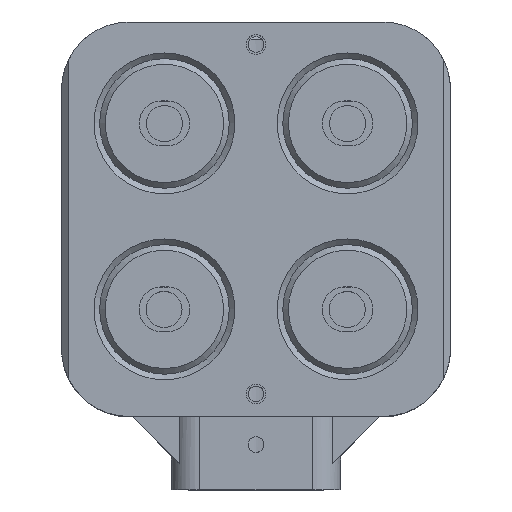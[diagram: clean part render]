
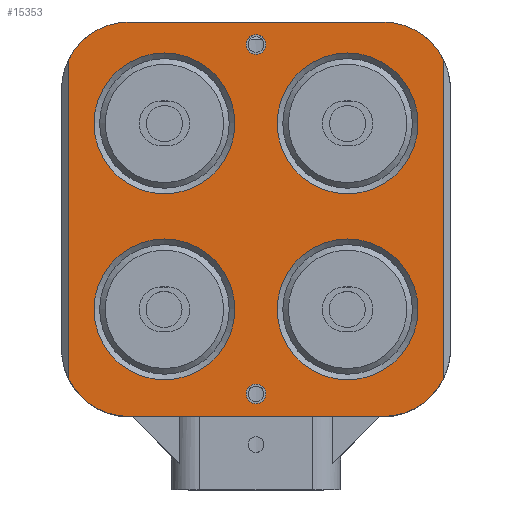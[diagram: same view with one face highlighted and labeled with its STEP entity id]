
A CAD part, top view. The second image highlights one B-rep face of the part: STEP entity #15353.
In plain terms, the highlighted planar face has unit normal (0, 0, 1).
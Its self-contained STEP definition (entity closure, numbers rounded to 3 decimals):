
#1318=FACE_BOUND('',#2732,.T.);
#1319=FACE_BOUND('',#2733,.T.);
#1320=FACE_BOUND('',#2734,.T.);
#1321=FACE_BOUND('',#2735,.T.);
#1322=FACE_BOUND('',#2736,.T.);
#1323=FACE_BOUND('',#2737,.T.);
#1446=PLANE('',#16271);
#1842=FACE_OUTER_BOUND('',#2731,.T.);
#2731=EDGE_LOOP('',(#10589,#10590,#10591,#10592,#10593,#10594,#10595,#10596));
#2732=EDGE_LOOP('',(#10597));
#2733=EDGE_LOOP('',(#10598));
#2734=EDGE_LOOP('',(#10599));
#2735=EDGE_LOOP('',(#10600));
#2736=EDGE_LOOP('',(#10601));
#2737=EDGE_LOOP('',(#10602));
#3748=LINE('',#20065,#5060);
#3749=LINE('',#20069,#5061);
#3750=LINE('',#20073,#5062);
#3751=LINE('',#20076,#5063);
#5060=VECTOR('',#17124,10.);
#5061=VECTOR('',#17127,10.);
#5062=VECTOR('',#17130,10.);
#5063=VECTOR('',#17133,10.);
#6364=CIRCLE('',#16252,12.5);
#6367=CIRCLE('',#16257,12.5);
#6370=CIRCLE('',#16262,12.5);
#6373=CIRCLE('',#16267,12.5);
#6376=CIRCLE('',#16272,12.);
#6377=CIRCLE('',#16273,12.);
#6378=CIRCLE('',#16274,12.);
#6379=CIRCLE('',#16275,12.);
#6380=CIRCLE('',#16276,1.75);
#6381=CIRCLE('',#16277,1.75);
#6610=VERTEX_POINT('',#20021);
#6613=VERTEX_POINT('',#20031);
#6616=VERTEX_POINT('',#20041);
#6619=VERTEX_POINT('',#20051);
#6622=VERTEX_POINT('',#20061);
#6623=VERTEX_POINT('',#20062);
#6624=VERTEX_POINT('',#20064);
#6625=VERTEX_POINT('',#20066);
#6626=VERTEX_POINT('',#20068);
#6627=VERTEX_POINT('',#20070);
#6628=VERTEX_POINT('',#20072);
#6629=VERTEX_POINT('',#20074);
#6630=VERTEX_POINT('',#20077);
#6631=VERTEX_POINT('',#20079);
#8179=EDGE_CURVE('',#6610,#6610,#6364,.T.);
#8184=EDGE_CURVE('',#6613,#6613,#6367,.T.);
#8189=EDGE_CURVE('',#6616,#6616,#6370,.T.);
#8194=EDGE_CURVE('',#6619,#6619,#6373,.T.);
#8199=EDGE_CURVE('',#6622,#6623,#6376,.T.);
#8200=EDGE_CURVE('',#6623,#6624,#3748,.T.);
#8201=EDGE_CURVE('',#6624,#6625,#6377,.T.);
#8202=EDGE_CURVE('',#6626,#6625,#3749,.T.);
#8203=EDGE_CURVE('',#6626,#6627,#6378,.T.);
#8204=EDGE_CURVE('',#6628,#6627,#3750,.T.);
#8205=EDGE_CURVE('',#6628,#6629,#6379,.T.);
#8206=EDGE_CURVE('',#6622,#6629,#3751,.T.);
#8207=EDGE_CURVE('',#6630,#6630,#6380,.T.);
#8208=EDGE_CURVE('',#6631,#6631,#6381,.T.);
#10589=ORIENTED_EDGE('',*,*,#8199,.T.);
#10590=ORIENTED_EDGE('',*,*,#8200,.T.);
#10591=ORIENTED_EDGE('',*,*,#8201,.T.);
#10592=ORIENTED_EDGE('',*,*,#8202,.F.);
#10593=ORIENTED_EDGE('',*,*,#8203,.T.);
#10594=ORIENTED_EDGE('',*,*,#8204,.F.);
#10595=ORIENTED_EDGE('',*,*,#8205,.T.);
#10596=ORIENTED_EDGE('',*,*,#8206,.F.);
#10597=ORIENTED_EDGE('',*,*,#8189,.T.);
#10598=ORIENTED_EDGE('',*,*,#8179,.T.);
#10599=ORIENTED_EDGE('',*,*,#8194,.T.);
#10600=ORIENTED_EDGE('',*,*,#8184,.T.);
#10601=ORIENTED_EDGE('',*,*,#8207,.T.);
#10602=ORIENTED_EDGE('',*,*,#8208,.T.);
#15353=ADVANCED_FACE('',(#1842,#1318,#1319,#1320,#1321,#1322,#1323),#1446,
 .T.);
#16252=AXIS2_PLACEMENT_3D('',#20022,#17074,#17075);
#16257=AXIS2_PLACEMENT_3D('',#20032,#17086,#17087);
#16262=AXIS2_PLACEMENT_3D('',#20042,#17098,#17099);
#16267=AXIS2_PLACEMENT_3D('',#20052,#17110,#17111);
#16271=AXIS2_PLACEMENT_3D('',#20060,#17120,#17121);
#16272=AXIS2_PLACEMENT_3D('',#20063,#17122,#17123);
#16273=AXIS2_PLACEMENT_3D('',#20067,#17125,#17126);
#16274=AXIS2_PLACEMENT_3D('',#20071,#17128,#17129);
#16275=AXIS2_PLACEMENT_3D('',#20075,#17131,#17132);
#16276=AXIS2_PLACEMENT_3D('',#20078,#17134,#17135);
#16277=AXIS2_PLACEMENT_3D('',#20080,#17136,#17137);
#17074=DIRECTION('center_axis',(0.,0.,
-1.));
#17075=DIRECTION('ref_axis',(1.,0.,0.));
#17086=DIRECTION('center_axis',(0.,0.,
-1.));
#17087=DIRECTION('ref_axis',(1.,0.,0.));
#17098=DIRECTION('center_axis',(0.,0.,
-1.));
#17099=DIRECTION('ref_axis',(1.,0.,0.));
#17110=DIRECTION('center_axis',(0.,0.,
-1.));
#17111=DIRECTION('ref_axis',(1.,0.,0.));
#17120=DIRECTION('center_axis',(0.,0.,
1.));
#17121=DIRECTION('ref_axis',(-1.,0.,0.));
#17122=DIRECTION('center_axis',(0.,0.,
1.));
#17123=DIRECTION('ref_axis',(0.,1.,0.));
#17124=DIRECTION('',(0.,-1.,0.));
#17125=DIRECTION('center_axis',(0.,0.,
1.));
#17126=DIRECTION('ref_axis',(-1.,0.,0.));
#17127=DIRECTION('',(-1.,0.,0.));
#17128=DIRECTION('center_axis',(0.,0.,
1.));
#17129=DIRECTION('ref_axis',(0.,-1.,0.));
#17130=DIRECTION('',(0.,-1.,0.));
#17131=DIRECTION('center_axis',(0.,0.,
1.));
#17132=DIRECTION('ref_axis',(1.,0.,0.));
#17133=DIRECTION('',(1.,0.,0.));
#17134=DIRECTION('center_axis',(0.,0.,
-1.));
#17135=DIRECTION('ref_axis',(1.,0.,0.));
#17136=DIRECTION('center_axis',(0.,0.,
-1.));
#17137=DIRECTION('ref_axis',(1.,0.,0.));
#20021=CARTESIAN_POINT('',(3.75,-33.,27.5));
#20022=CARTESIAN_POINT('Origin',(16.25,-33.,27.5));
#20031=CARTESIAN_POINT('',(-28.75,-33.,27.5));
#20032=CARTESIAN_POINT('Origin',(-16.25,-33.,27.5));
#20041=CARTESIAN_POINT('',(3.75,0.,27.5));
#20042=CARTESIAN_POINT('Origin',(16.25,0.,27.5));
#20051=CARTESIAN_POINT('',(-28.75,0.,27.5));
#20052=CARTESIAN_POINT('Origin',(-16.25,0.,27.5));
#20060=CARTESIAN_POINT('Origin',(33.3,18.,27.5));
#20061=CARTESIAN_POINT('',(-22.5,18.,27.5));
#20062=CARTESIAN_POINT('',(-33.3,11.231,27.5));
#20063=CARTESIAN_POINT('Origin',(-22.5,6.,27.5));
#20064=CARTESIAN_POINT('',(-33.3,-45.231,27.5));
#20065=CARTESIAN_POINT('',(-33.3,18.,27.5));
#20066=CARTESIAN_POINT('',(-22.5,-52.,27.5));
#20067=CARTESIAN_POINT('Origin',(-22.5,-40.,27.5));
#20068=CARTESIAN_POINT('',(22.5,-52.,27.5));
#20069=CARTESIAN_POINT('',(-33.3,-52.,27.5));
#20070=CARTESIAN_POINT('',(33.3,-45.231,27.5));
#20071=CARTESIAN_POINT('Origin',(22.5,-40.,27.5));
#20072=CARTESIAN_POINT('',(33.3,11.231,27.5));
#20073=CARTESIAN_POINT('',(33.3,18.,27.5));
#20074=CARTESIAN_POINT('',(22.5,18.,27.5));
#20075=CARTESIAN_POINT('Origin',(22.5,6.,27.5));
#20076=CARTESIAN_POINT('',(-33.3,18.,27.5));
#20077=CARTESIAN_POINT('',(-1.75,-48.,27.5));
#20078=CARTESIAN_POINT('Origin',(0.,-48.,27.5));
#20079=CARTESIAN_POINT('',(-1.75,14.,27.5));
#20080=CARTESIAN_POINT('Origin',(0.,14.,27.5));
